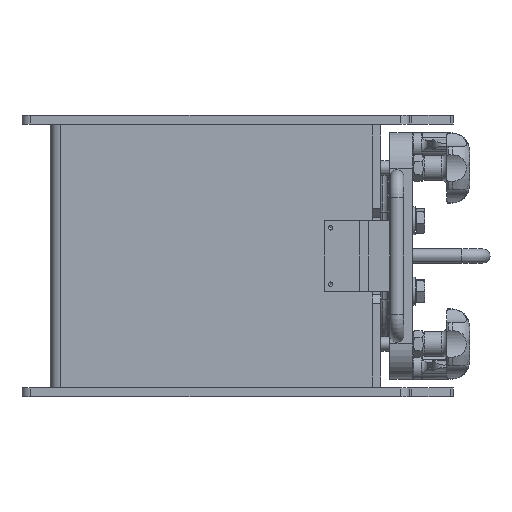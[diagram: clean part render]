
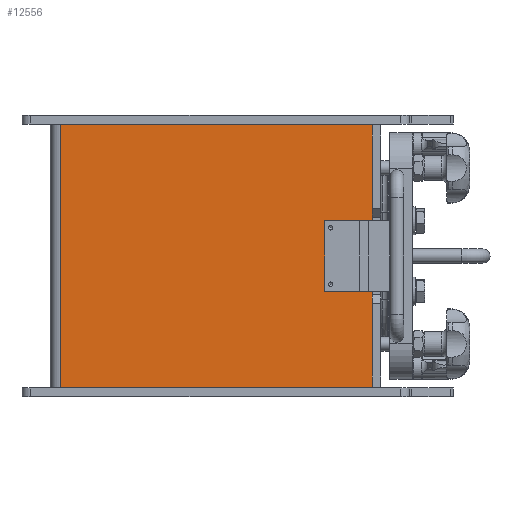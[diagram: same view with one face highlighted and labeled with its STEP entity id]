
A CAD part, left-side view. The second image highlights one B-rep face of the part: STEP entity #12556.
In plain terms, the highlighted planar face has unit normal (-1, 0, 0).
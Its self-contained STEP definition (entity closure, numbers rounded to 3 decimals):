
#385=LINE('',#19818,#1120);
#391=LINE('',#19829,#1126);
#398=LINE('',#19843,#1133);
#399=LINE('',#19846,#1134);
#408=LINE('',#19867,#1143);
#513=LINE('',#20233,#1248);
#524=LINE('',#20306,#1259);
#620=LINE('',#20588,#1355);
#1120=VECTOR('',#15403,10.);
#1126=VECTOR('',#15411,10.);
#1133=VECTOR('',#15424,10.);
#1134=VECTOR('',#15427,10.);
#1143=VECTOR('',#15442,10.);
#1248=VECTOR('',#15765,10.);
#1259=VECTOR('',#15830,10.);
#1355=VECTOR('',#16152,10.);
#2133=PLANE('',#13667);
#2715=FACE_OUTER_BOUND('',#3523,.T.);
#3523=EDGE_LOOP('',(#9169,#9170,#9171,#9172,#9173,#9174,#9175,#9176));
#5057=VERTEX_POINT('',#19815);
#5058=VERTEX_POINT('',#19817);
#5062=VERTEX_POINT('',#19827);
#5066=VERTEX_POINT('',#19841);
#5067=VERTEX_POINT('',#19845);
#5076=VERTEX_POINT('',#19865);
#5188=VERTEX_POINT('',#20231);
#5223=VERTEX_POINT('',#20305);
#6328=EDGE_CURVE('',#5058,#5057,#385,.T.);
#6334=EDGE_CURVE('',#5057,#5062,#391,.T.);
#6341=EDGE_CURVE('',#5062,#5066,#398,.T.);
#6342=EDGE_CURVE('',#5058,#5067,#399,.T.);
#6353=EDGE_CURVE('',#5076,#5066,#408,.T.);
#6523=EDGE_CURVE('',#5076,#5188,#513,.T.);
#6559=EDGE_CURVE('',#5223,#5067,#524,.T.);
#6701=EDGE_CURVE('',#5188,#5223,#620,.T.);
#9169=ORIENTED_EDGE('',*,*,#6341,.T.);
#9170=ORIENTED_EDGE('',*,*,#6353,.F.);
#9171=ORIENTED_EDGE('',*,*,#6523,.T.);
#9172=ORIENTED_EDGE('',*,*,#6701,.T.);
#9173=ORIENTED_EDGE('',*,*,#6559,.T.);
#9174=ORIENTED_EDGE('',*,*,#6342,.F.);
#9175=ORIENTED_EDGE('',*,*,#6328,.T.);
#9176=ORIENTED_EDGE('',*,*,#6334,.T.);
#12556=ADVANCED_FACE('',(#2715),#2133,.F.);
#13667=AXIS2_PLACEMENT_3D('',#20587,#16150,#16151);
#15403=DIRECTION('',(0.,1.,0.));
#15411=DIRECTION('',(0.,0.,1.));
#15424=DIRECTION('',(0.,-1.,0.));
#15427=DIRECTION('',(0.,0.,-1.));
#15442=DIRECTION('',(0.,0.,-1.));
#15765=DIRECTION('',(0.,1.,0.));
#15830=DIRECTION('',(0.,-1.,0.));
#16150=DIRECTION('center_axis',(1.,0.,0.));
#16151=DIRECTION('ref_axis',(0.,1.,0.));
#16152=DIRECTION('',(0.,0.,-1.));
#19815=CARTESIAN_POINT('',(-93.,-62.,-95.));
#19817=CARTESIAN_POINT('',(-93.,-89.,-95.));
#19818=CARTESIAN_POINT('',(-93.,-36.206,-95.));
#19827=CARTESIAN_POINT('',(-93.,-62.,-55.));
#19829=CARTESIAN_POINT('',(-93.,-62.,-75.));
#19841=CARTESIAN_POINT('',(-93.,-89.,-55.));
#19843=CARTESIAN_POINT('',(-93.,-36.206,-55.));
#19845=CARTESIAN_POINT('',(-93.,-89.,-150.));
#19846=CARTESIAN_POINT('',(-93.,-89.,4.));
#19865=CARTESIAN_POINT('',(-93.,-89.,0.));
#19867=CARTESIAN_POINT('',(-93.,-89.,4.));
#20231=CARTESIAN_POINT('',(-93.,88.,0.));
#20233=CARTESIAN_POINT('',(-93.,-1.203,0.));
#20305=CARTESIAN_POINT('',(-93.,88.,-150.));
#20306=CARTESIAN_POINT('',(-93.,-1.203,-150.));
#20587=CARTESIAN_POINT('Origin',(-93.,2.492,-75.));
#20588=CARTESIAN_POINT('',(-93.,88.,-75.));
